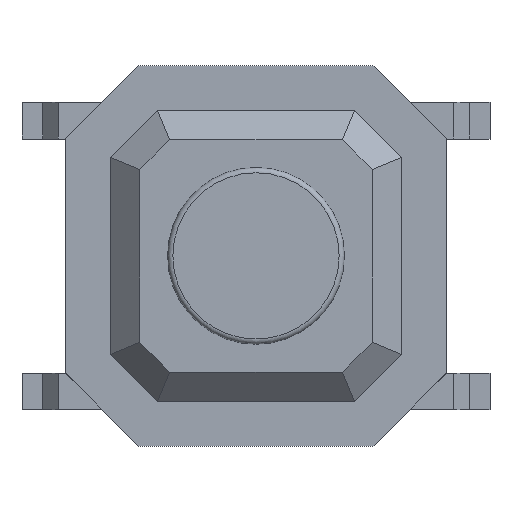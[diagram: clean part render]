
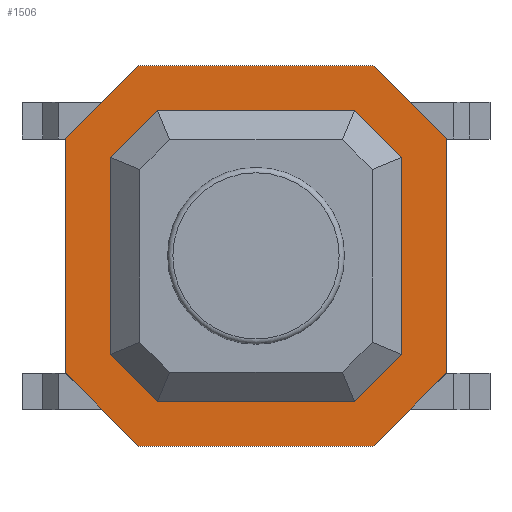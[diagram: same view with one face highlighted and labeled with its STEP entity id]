
A CAD part, top view. The second image highlights one B-rep face of the part: STEP entity #1506.
In plain terms, the highlighted planar face has unit normal (0, 0, 1).
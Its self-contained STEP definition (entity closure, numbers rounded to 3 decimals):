
#235=ORIENTED_EDGE('',*,*,#401,.T.);
#236=ORIENTED_EDGE('',*,*,#400,.T.);
#237=ORIENTED_EDGE('',*,*,#397,.T.);
#238=ORIENTED_EDGE('',*,*,#395,.T.);
#239=ORIENTED_EDGE('',*,*,#393,.T.);
#240=ORIENTED_EDGE('',*,*,#391,.T.);
#241=ORIENTED_EDGE('',*,*,#389,.T.);
#242=ORIENTED_EDGE('',*,*,#388,.T.);
#243=ORIENTED_EDGE('',*,*,#442,.T.);
#244=ORIENTED_EDGE('',*,*,#445,.T.);
#245=ORIENTED_EDGE('',*,*,#450,.T.);
#246=ORIENTED_EDGE('',*,*,#451,.T.);
#247=ORIENTED_EDGE('',*,*,#427,.T.);
#248=ORIENTED_EDGE('',*,*,#431,.T.);
#249=ORIENTED_EDGE('',*,*,#436,.T.);
#250=ORIENTED_EDGE('',*,*,#439,.T.);
#388=EDGE_CURVE('',#521,#522,#635,.T.);
#389=EDGE_CURVE('',#523,#521,#636,.T.);
#391=EDGE_CURVE('',#524,#523,#638,.T.);
#393=EDGE_CURVE('',#525,#524,#640,.T.);
#395=EDGE_CURVE('',#526,#525,#642,.T.);
#397=EDGE_CURVE('',#527,#526,#644,.T.);
#400=EDGE_CURVE('',#528,#527,#647,.T.);
#401=EDGE_CURVE('',#522,#528,#648,.T.);
#427=EDGE_CURVE('',#548,#547,#674,.T.);
#431=EDGE_CURVE('',#547,#550,#678,.T.);
#436=EDGE_CURVE('',#550,#552,#683,.T.);
#439=EDGE_CURVE('',#552,#554,#686,.T.);
#442=EDGE_CURVE('',#554,#556,#689,.T.);
#445=EDGE_CURVE('',#556,#559,#692,.T.);
#450=EDGE_CURVE('',#559,#563,#697,.T.);
#451=EDGE_CURVE('',#563,#548,#698,.T.);
#521=VERTEX_POINT('',#1985);
#522=VERTEX_POINT('',#1987);
#523=VERTEX_POINT('',#1991);
#524=VERTEX_POINT('',#1995);
#525=VERTEX_POINT('',#1999);
#526=VERTEX_POINT('',#2003);
#527=VERTEX_POINT('',#2007);
#528=VERTEX_POINT('',#2011);
#547=VERTEX_POINT('',#2067);
#548=VERTEX_POINT('',#2069);
#550=VERTEX_POINT('',#2075);
#552=VERTEX_POINT('',#2083);
#554=VERTEX_POINT('',#2089);
#556=VERTEX_POINT('',#2095);
#559=VERTEX_POINT('',#2102);
#563=VERTEX_POINT('',#2113);
#635=LINE('',#1988,#783);
#636=LINE('',#1990,#784);
#638=LINE('',#1994,#786);
#640=LINE('',#1998,#788);
#642=LINE('',#2002,#790);
#644=LINE('',#2006,#792);
#647=LINE('',#2012,#795);
#648=LINE('',#2014,#796);
#674=LINE('',#2068,#822);
#678=LINE('',#2076,#826);
#683=LINE('',#2084,#831);
#686=LINE('',#2090,#834);
#689=LINE('',#2096,#837);
#692=LINE('',#2103,#840);
#697=LINE('',#2112,#845);
#698=LINE('',#2114,#846);
#783=VECTOR('',#1698,1000.);
#784=VECTOR('',#1701,1000.);
#786=VECTOR('',#1705,1000.);
#788=VECTOR('',#1709,1000.);
#790=VECTOR('',#1713,1000.);
#792=VECTOR('',#1717,1000.);
#795=VECTOR('',#1722,1000.);
#796=VECTOR('',#1725,1000.);
#822=VECTOR('',#1769,1000.);
#826=VECTOR('',#1775,1000.);
#831=VECTOR('',#1782,1000.);
#834=VECTOR('',#1787,1000.);
#837=VECTOR('',#1792,1000.);
#840=VECTOR('',#1797,1000.);
#845=VECTOR('',#1804,1000.);
#846=VECTOR('',#1805,1000.);
#920=EDGE_LOOP('',(#235,#236,#237,#238,#239,#240,#241,#242));
#921=EDGE_LOOP('',(#243,#244,#245,#246,#247,#248,#249,#250));
#982=FACE_BOUND('',#920,.T.);
#983=FACE_BOUND('',#921,.T.);
#1039=PLANE('',#1572);
#1506=ADVANCED_FACE('',(#982,#983),#1039,.T.);
#1572=AXIS2_PLACEMENT_3D('',#2111,#1802,#1803);
#1698=DIRECTION('',(0.,-1.,0.));
#1701=DIRECTION('',(0.707,-0.707,0.));
#1705=DIRECTION('',(1.,0.,0.));
#1709=DIRECTION('',(0.707,0.707,0.));
#1713=DIRECTION('',(0.,1.,0.));
#1717=DIRECTION('',(-0.707,0.707,0.));
#1722=DIRECTION('',(-1.,0.,0.));
#1725=DIRECTION('',(-0.707,-0.707,0.));
#1769=DIRECTION('',(1.,0.,0.));
#1775=DIRECTION('',(0.707,0.707,0.));
#1782=DIRECTION('',(0.,1.,0.));
#1787=DIRECTION('',(-0.707,0.707,0.));
#1792=DIRECTION('',(-1.,0.,0.));
#1797=DIRECTION('',(-0.707,-0.707,0.));
#1802=DIRECTION('',(0.,0.,1.));
#1803=DIRECTION('',(1.,0.,0.));
#1804=DIRECTION('',(0.,-1.,0.));
#1805=DIRECTION('',(0.707,-0.707,0.));
#1985=CARTESIAN_POINT('',(1.991,1.348,0.85));
#1987=CARTESIAN_POINT('',(1.991,-1.348,0.85));
#1988=CARTESIAN_POINT('',(1.991,0.,0.85));
#1990=CARTESIAN_POINT('',(1.669,1.669,0.85));
#1991=CARTESIAN_POINT('',(1.348,1.991,0.85));
#1994=CARTESIAN_POINT('',(0.,1.991,0.85));
#1995=CARTESIAN_POINT('',(-1.348,1.991,0.85));
#1998=CARTESIAN_POINT('',(-1.669,1.669,0.85));
#1999=CARTESIAN_POINT('',(-1.991,1.348,0.85));
#2002=CARTESIAN_POINT('',(-1.991,0.,0.85));
#2003=CARTESIAN_POINT('',(-1.991,-1.348,0.85));
#2006=CARTESIAN_POINT('',(-1.669,-1.669,0.85));
#2007=CARTESIAN_POINT('',(-1.348,-1.991,0.85));
#2011=CARTESIAN_POINT('',(1.348,-1.991,0.85));
#2012=CARTESIAN_POINT('',(0.,-1.991,0.85));
#2014=CARTESIAN_POINT('',(1.669,-1.669,0.85));
#2067=CARTESIAN_POINT('',(1.6,-2.6,0.85));
#2068=CARTESIAN_POINT('',(-1.6,-2.6,0.85));
#2069=CARTESIAN_POINT('',(-1.6,-2.6,0.85));
#2075=CARTESIAN_POINT('',(2.6,-1.6,0.85));
#2076=CARTESIAN_POINT('',(2.6,-1.6,0.85));
#2083=CARTESIAN_POINT('',(2.6,1.6,0.85));
#2084=CARTESIAN_POINT('',(2.6,-1.6,0.85));
#2089=CARTESIAN_POINT('',(1.6,2.6,0.85));
#2090=CARTESIAN_POINT('',(2.6,1.6,0.85));
#2095=CARTESIAN_POINT('',(-1.6,2.6,0.85));
#2096=CARTESIAN_POINT('',(1.6,2.6,0.85));
#2102=CARTESIAN_POINT('',(-2.6,1.6,0.85));
#2103=CARTESIAN_POINT('',(-1.6,2.6,0.85));
#2111=CARTESIAN_POINT('',(0.,0.,0.85));
#2112=CARTESIAN_POINT('',(-2.6,1.6,0.85));
#2113=CARTESIAN_POINT('',(-2.6,-1.6,0.85));
#2114=CARTESIAN_POINT('',(-2.6,-1.6,0.85));
